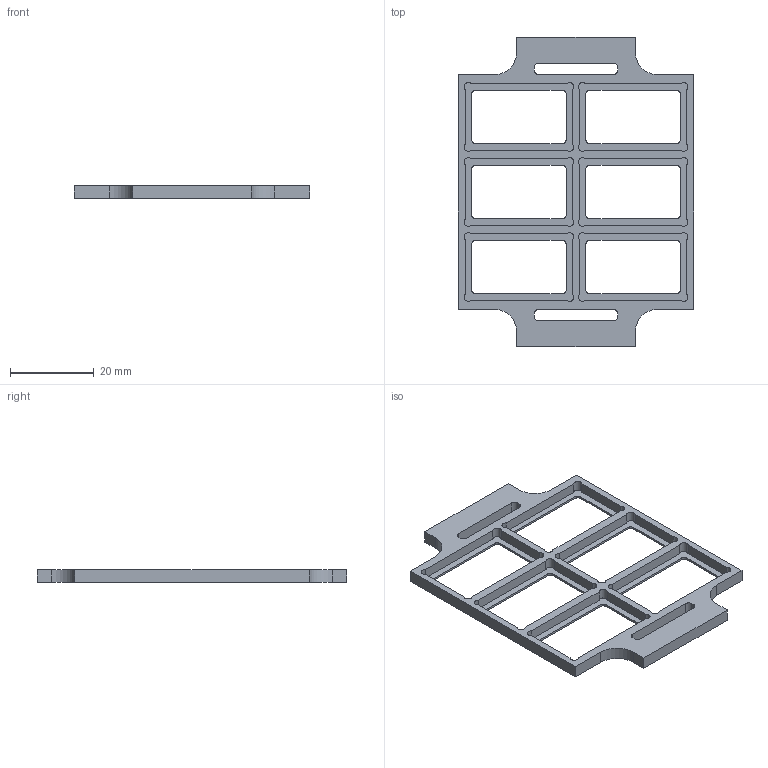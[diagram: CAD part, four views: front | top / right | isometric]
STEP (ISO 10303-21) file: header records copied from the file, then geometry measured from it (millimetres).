
FILE_DESCRIPTION(('FreeCAD Model'),'2;1');
FILE_NAME('56x56_adapter.step','2016-11-01T17:22:52',('FreeCAD'),( 'FreeCAD'),'Open CASCADE STEP processor 6.9','FreeCAD','Unknown');
FILE_SCHEMA(('AUTOMOTIVE_DESIGN { 1 0 10303 214 1 1 1 1 }'));
Length unit declared in the file: millimetre
Products named in the file (1): Open CASCADE STEP translator 6.9 1
Bounding box: 56.2 x 73.9 x 3 mm (x, y, z)
Volume: 3745.9 mm3; surface area: 6162.5 mm2
Topology: 1 solids, 1 shells, 136 faces, 408 edges, 280 vertices
Faces by surface type: plane 76, cylinder 60
Entity records: 10446 total; most frequent: CARTESIAN_POINT 2505, DIRECTION 1498, LINE 936, VECTOR 936, ORIENTED_EDGE 816, PCURVE 816, DEFINITIONAL_REPRESENTATION 816, EDGE_CURVE 408
